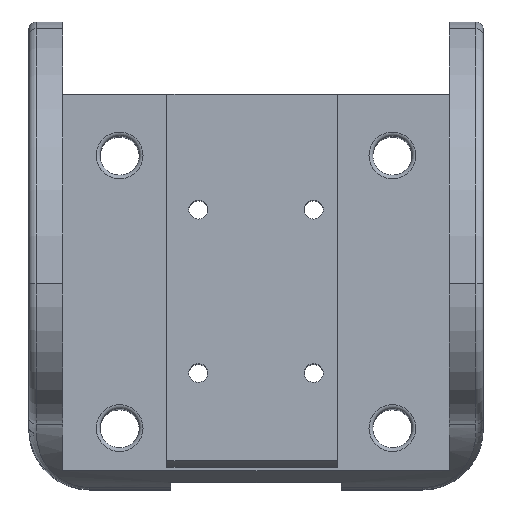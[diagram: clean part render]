
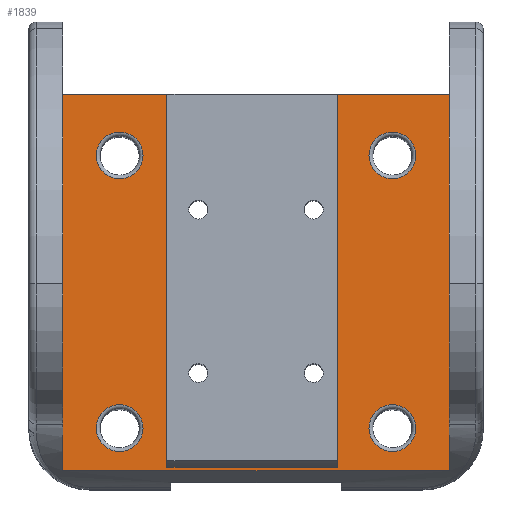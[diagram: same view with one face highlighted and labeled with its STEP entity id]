
A CAD part, front view. The second image highlights one B-rep face of the part: STEP entity #1839.
In plain terms, the highlighted planar face has unit normal (0, -1, 0.03).
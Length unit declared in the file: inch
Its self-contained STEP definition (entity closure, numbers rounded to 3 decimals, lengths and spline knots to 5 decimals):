
#28=FACE_BOUND('',#233,.T.);
#29=FACE_BOUND('',#234,.T.);
#30=FACE_BOUND('',#235,.T.);
#31=FACE_BOUND('',#236,.T.);
#32=FACE_BOUND('',#237,.T.);
#63=PLANE('',#2058);
#137=FACE_OUTER_BOUND('',#232,.T.);
#232=EDGE_LOOP('',(#1330,#1331,#1332,#1333));
#233=EDGE_LOOP('',(#1334,#1335));
#234=EDGE_LOOP('',(#1336,#1337));
#235=EDGE_LOOP('',(#1338,#1339));
#236=EDGE_LOOP('',(#1340,#1341));
#237=EDGE_LOOP('',(#1342,#1343,#1344,#1345));
#352=LINE('',#3080,#440);
#354=LINE('',#3085,#442);
#355=LINE('',#3087,#443);
#356=LINE('',#3089,#444);
#357=LINE('',#3090,#445);
#358=LINE('',#3092,#446);
#359=LINE('',#3094,#447);
#360=LINE('',#3095,#448);
#440=VECTOR('',#2493,39.37008);
#442=VECTOR('',#2497,39.37008);
#443=VECTOR('',#2498,39.37008);
#444=VECTOR('',#2499,39.37008);
#445=VECTOR('',#2500,39.37008);
#446=VECTOR('',#2501,39.37008);
#447=VECTOR('',#2502,39.37008);
#448=VECTOR('',#2503,39.37008);
#552=CIRCLE('',#1985,0.12165);
#553=CIRCLE('',#1986,0.12165);
#567=CIRCLE('',#2003,0.12165);
#568=CIRCLE('',#2004,0.12165);
#572=CIRCLE('',#2009,0.12165);
#573=CIRCLE('',#2010,0.12165);
#577=CIRCLE('',#2015,0.12165);
#578=CIRCLE('',#2016,0.12165);
#730=VERTEX_POINT('',#2937);
#731=VERTEX_POINT('',#2938);
#742=VERTEX_POINT('',#2967);
#743=VERTEX_POINT('',#2968);
#746=VERTEX_POINT('',#2977);
#747=VERTEX_POINT('',#2978);
#750=VERTEX_POINT('',#2987);
#751=VERTEX_POINT('',#2988);
#784=VERTEX_POINT('',#3077);
#785=VERTEX_POINT('',#3079);
#786=VERTEX_POINT('',#3083);
#787=VERTEX_POINT('',#3084);
#788=VERTEX_POINT('',#3086);
#789=VERTEX_POINT('',#3088);
#790=VERTEX_POINT('',#3091);
#791=VERTEX_POINT('',#3093);
#930=EDGE_CURVE('',#730,#731,#552,.T.);
#931=EDGE_CURVE('',#731,#730,#553,.T.);
#945=EDGE_CURVE('',#742,#743,#567,.T.);
#946=EDGE_CURVE('',#743,#742,#568,.T.);
#950=EDGE_CURVE('',#746,#747,#572,.T.);
#951=EDGE_CURVE('',#747,#746,#573,.T.);
#955=EDGE_CURVE('',#750,#751,#577,.T.);
#956=EDGE_CURVE('',#751,#750,#578,.T.);
#1000=EDGE_CURVE('',#784,#785,#352,.T.);
#1002=EDGE_CURVE('',#786,#787,#354,.T.);
#1003=EDGE_CURVE('',#788,#786,#355,.T.);
#1004=EDGE_CURVE('',#788,#789,#356,.T.);
#1005=EDGE_CURVE('',#789,#787,#357,.T.);
#1006=EDGE_CURVE('',#790,#784,#358,.T.);
#1007=EDGE_CURVE('',#791,#790,#359,.T.);
#1008=EDGE_CURVE('',#785,#791,#360,.T.);
#1330=ORIENTED_EDGE('',*,*,#1002,.F.);
#1331=ORIENTED_EDGE('',*,*,#1003,.F.);
#1332=ORIENTED_EDGE('',*,*,#1004,.T.);
#1333=ORIENTED_EDGE('',*,*,#1005,.T.);
#1334=ORIENTED_EDGE('',*,*,#955,.T.);
#1335=ORIENTED_EDGE('',*,*,#956,.T.);
#1336=ORIENTED_EDGE('',*,*,#950,.T.);
#1337=ORIENTED_EDGE('',*,*,#951,.T.);
#1338=ORIENTED_EDGE('',*,*,#945,.T.);
#1339=ORIENTED_EDGE('',*,*,#946,.T.);
#1340=ORIENTED_EDGE('',*,*,#930,.T.);
#1341=ORIENTED_EDGE('',*,*,#931,.T.);
#1342=ORIENTED_EDGE('',*,*,#1000,.F.);
#1343=ORIENTED_EDGE('',*,*,#1006,.F.);
#1344=ORIENTED_EDGE('',*,*,#1007,.F.);
#1345=ORIENTED_EDGE('',*,*,#1008,.F.);
#1839=ADVANCED_FACE('',(#137,#28,#29,#30,#31,#32),#63,.F.);
#1985=AXIS2_PLACEMENT_3D('',#2939,#2333,#2334);
#1986=AXIS2_PLACEMENT_3D('',#2940,#2335,#2336);
#2003=AXIS2_PLACEMENT_3D('',#2969,#2369,#2370);
#2004=AXIS2_PLACEMENT_3D('',#2970,#2371,#2372);
#2009=AXIS2_PLACEMENT_3D('',#2979,#2381,#2382);
#2010=AXIS2_PLACEMENT_3D('',#2980,#2383,#2384);
#2015=AXIS2_PLACEMENT_3D('',#2989,#2393,#2394);
#2016=AXIS2_PLACEMENT_3D('',#2990,#2395,#2396);
#2058=AXIS2_PLACEMENT_3D('',#3082,#2495,#2496);
#2333=DIRECTION('center_axis',(0.,1.,-0.03));
#2334=DIRECTION('ref_axis',(0.,-0.03,-1.));
#2335=DIRECTION('center_axis',(0.,1.,-0.03));
#2336=DIRECTION('ref_axis',(0.,-0.03,-1.));
#2369=DIRECTION('center_axis',(0.,1.,-0.03));
#2370=DIRECTION('ref_axis',(0.,-0.03,-1.));
#2371=DIRECTION('center_axis',(0.,1.,-0.03));
#2372=DIRECTION('ref_axis',(0.,-0.03,-1.));
#2381=DIRECTION('center_axis',(0.,1.,-0.03));
#2382=DIRECTION('ref_axis',(0.,-0.03,-1.));
#2383=DIRECTION('center_axis',(0.,1.,-0.03));
#2384=DIRECTION('ref_axis',(0.,-0.03,-1.));
#2393=DIRECTION('center_axis',(0.,1.,-0.03));
#2394=DIRECTION('ref_axis',(0.,-0.03,-1.));
#2395=DIRECTION('center_axis',(0.,1.,-0.03));
#2396=DIRECTION('ref_axis',(0.,-0.03,-1.));
#2493=DIRECTION('',(1.,0.,0.));
#2495=DIRECTION('center_axis',(0.,1.,-0.03));
#2496=DIRECTION('ref_axis',(0.,-0.03,-1.));
#2497=DIRECTION('',(-1.,0.,0.));
#2498=DIRECTION('',(0.,-0.03,-1.));
#2499=DIRECTION('',(-1.,0.,0.));
#2500=DIRECTION('',(0.,-0.03,-1.));
#2501=DIRECTION('',(0.,-0.03,-1.));
#2502=DIRECTION('',(-1.,0.,0.));
#2503=DIRECTION('',(0.,0.03,1.));
#2937=CARTESIAN_POINT('',(3.33723,13.71433,2.1218));
#2938=CARTESIAN_POINT('',(3.33723,13.72155,2.365));
#2939=CARTESIAN_POINT('Origin',(3.33723,13.71794,2.2434));
#2940=CARTESIAN_POINT('Origin',(3.33723,13.71794,2.2434));
#2967=CARTESIAN_POINT('',(1.91991,13.71433,2.1218));
#2968=CARTESIAN_POINT('',(1.91991,13.72155,2.365));
#2969=CARTESIAN_POINT('Origin',(1.91991,13.71794,2.2434));
#2970=CARTESIAN_POINT('Origin',(1.91991,13.71794,2.2434));
#2977=CARTESIAN_POINT('',(1.91991,13.75639,3.53849));
#2978=CARTESIAN_POINT('',(1.91991,13.76361,3.78169));
#2979=CARTESIAN_POINT('Origin',(1.91991,13.76,3.66009));
#2980=CARTESIAN_POINT('Origin',(1.91991,13.76,3.66009));
#2987=CARTESIAN_POINT('',(3.33723,13.75639,3.53849));
#2988=CARTESIAN_POINT('',(3.33723,13.76361,3.78169));
#2989=CARTESIAN_POINT('Origin',(3.33723,13.76,3.66009));
#2990=CARTESIAN_POINT('Origin',(3.33723,13.76,3.66009));
#3077=CARTESIAN_POINT('',(2.16597,13.71191,2.04014));
#3079=CARTESIAN_POINT('',(3.0518,13.71191,2.04014));
#3080=CARTESIAN_POINT('',(2.16597,13.71191,2.04014));
#3082=CARTESIAN_POINT('Origin',(3.6325,13.76935,3.97492));
#3083=CARTESIAN_POINT('',(3.6325,13.71136,2.02161));
#3084=CARTESIAN_POINT('',(1.62463,13.71136,2.02161));
#3085=CARTESIAN_POINT('',(1.44746,13.71136,2.02161));
#3086=CARTESIAN_POINT('',(3.6325,13.76935,3.97497));
#3087=CARTESIAN_POINT('',(3.6325,13.76935,3.97492));
#3088=CARTESIAN_POINT('',(1.62463,13.76935,3.97497));
#3089=CARTESIAN_POINT('',(3.6325,13.76935,3.97497));
#3090=CARTESIAN_POINT('',(1.62463,13.76935,3.97492));
#3091=CARTESIAN_POINT('',(2.16597,13.76935,3.97492));
#3092=CARTESIAN_POINT('',(2.16597,13.71191,2.04014));
#3093=CARTESIAN_POINT('',(3.0518,13.76935,3.97492));
#3094=CARTESIAN_POINT('',(2.16597,13.76935,3.97492));
#3095=CARTESIAN_POINT('',(3.0518,13.71191,2.04014));
